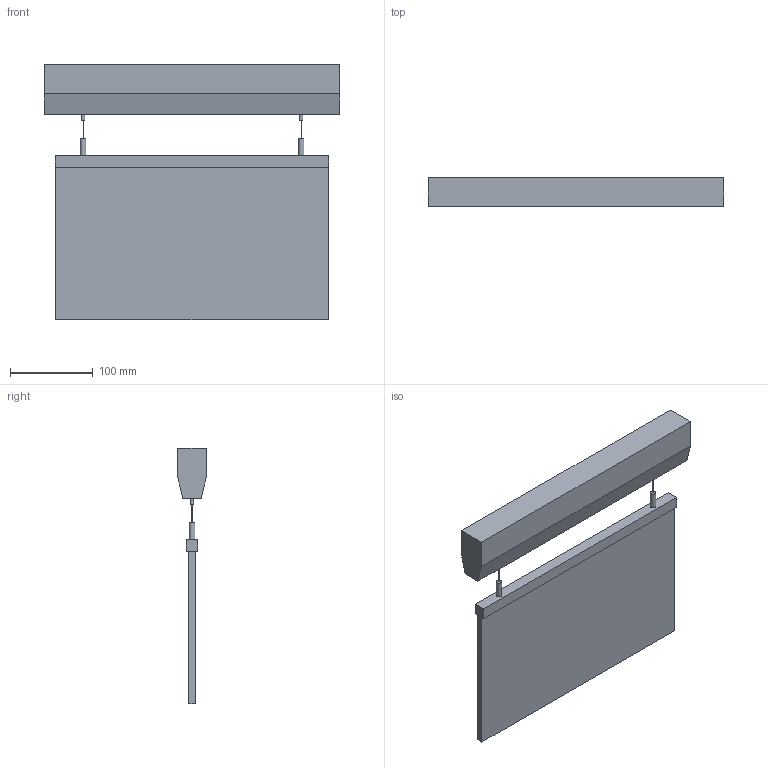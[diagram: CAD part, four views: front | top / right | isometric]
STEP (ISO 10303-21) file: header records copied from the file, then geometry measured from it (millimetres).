
FILE_DESCRIPTION(/* description */ ('Unknown'),/* implementation_level */ '2;1');
FILE_NAME(/* name */ 'SNP 1030 S',/* time_stamp */ '2020-06-18T08:55:06+02:00',/* author */ ('Unknown'),/* organization */ ('Unknown'),/* preprocessor_version */ 'ST-DEVELOPER v16.7',/* originating_system */ 'Solid Edge',/* authorisation */ 'Unknown');
FILE_SCHEMA (('AUTOMOTIVE_DESIGN {1 0 10303 214 3 1 1}'));
Length unit declared in the file: millimetre
Products named in the file (1): SNP 1030 S
Bounding box: 357.8 x 34.4 x 309.7 mm (x, y, z)
Volume: 1253687.4 mm3; surface area: 213776.3 mm2
Topology: 1 solids, 1 shells, 29 faces, 60 edges, 40 vertices
Faces by surface type: plane 23, cylinder 6
Full cylindrical faces by diameter (mm): 1 x2, 4 x2, 7 x2
Entity records: 770 total; most frequent: DIRECTION 126, CARTESIAN_POINT 124, ORIENTED_EDGE 108, EDGE_CURVE 54, EDGE_LOOP 44, FACE_BOUND 44, LINE 42, VECTOR 42
